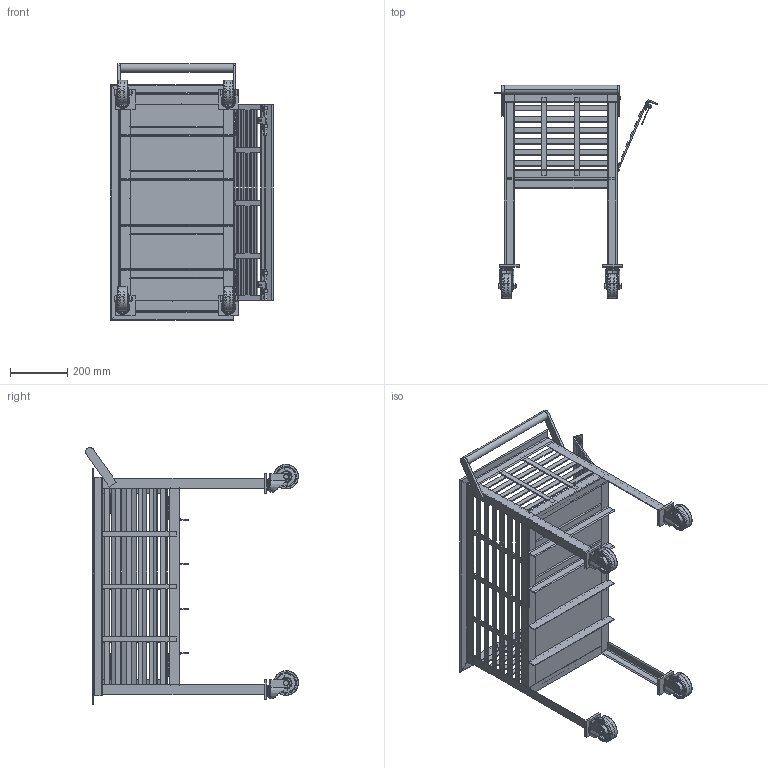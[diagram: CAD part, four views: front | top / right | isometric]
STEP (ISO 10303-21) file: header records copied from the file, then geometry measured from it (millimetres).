
FILE_DESCRIPTION(('FreeCAD Model'),'2;1');
FILE_NAME('Open CASCADE Shape Model','2025-05-09T14:34:53',('FreeCAD'),( 'FreeCAD'),'Open CASCADE STEP processor 7.6','FreeCAD','Unknown');
FILE_SCHEMA(('AUTOMOTIVE_DESIGN { 1 0 10303 214 1 1 1 1 }'));
Products named in the file (1): Open CASCADE STEP translator 7.6 1
Bounding box: 571.09 x 746.22 x 900.68 mm (x, y, z)
Volume: 5355552.5 mm3; surface area: 2857070.1 mm2
Topology: 172 solids, 172 shells, 2078 faces, 4768 edges, 2942 vertices
Faces by surface type: bspline 2078
Entity records: 60844 total; most frequent: CARTESIAN_POINT 33797, ORIENTED_EDGE 9232, EDGE_CURVE 4616, VERTEX_POINT 2942, B_SPLINE_CURVE_WITH_KNOTS 2404, FACE_BOUND 2294, EDGE_LOOP 2294, ADVANCED_FACE 2078
